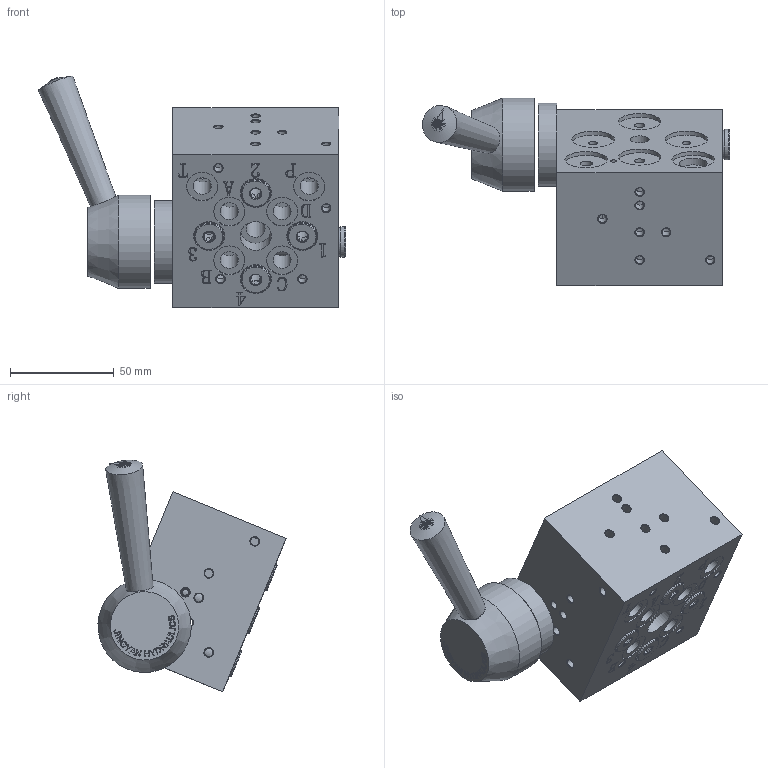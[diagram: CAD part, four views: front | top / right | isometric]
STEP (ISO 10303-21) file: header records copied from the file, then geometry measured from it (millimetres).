
FILE_DESCRIPTION (( 'STEP AP214' ), '1' );
FILE_NAME ('shuttle valve 853023100.STEP', '2025-08-04T16:24:37', ( '' ), ( '' ), 'SwSTEP 2.0', 'SolidWorks 2022', '' );
FILE_SCHEMA (( 'AUTOMOTIVE_DESIGN' ));
Length unit declared in the file: millimetre
Products named in the file (1): shuttle valve 853023100
Bounding box: 148.28 x 90.73 x 111.75 mm (x, y, z)
Surface area: 59321.2 mm2 (no closed solid volume)
Topology: 0 solids, 11 shells, 511 faces, 1763 edges, 1222 vertices
Faces by surface type: plane 252, cylinder 106, bspline 104, cone 48, torus 1
Full cylindrical faces by diameter (mm): 3 x1, 3.3 x1, 4 x2, 4.05 x29, 5 x3, 6 x2, 7.6 x1, 8.7 x10, 9 x1, 10.5 x1, 13.5 x1, 13.8 x1, 14 x8, 14.8 x1, 15 x12, 20.5 x6, 40 x1, 45 x1
Entity records: 30364 total; most frequent: CARTESIAN_POINT 11443, ORIENTED_EDGE 2492, DIRECTION 2290, EDGE_CURVE 1572, VERTEX_POINT 1164, LINE 932, VECTOR 932, EDGE_LOOP 770
